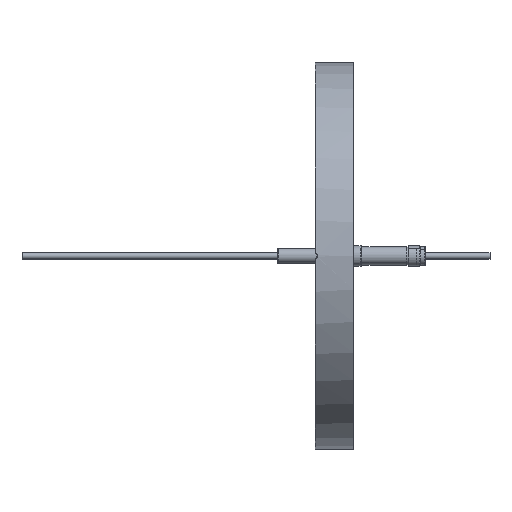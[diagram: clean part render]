
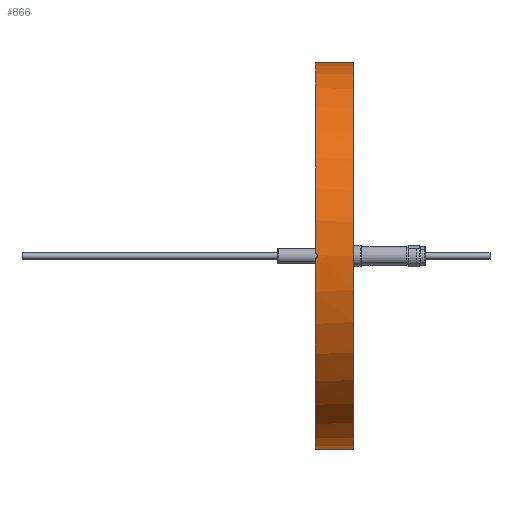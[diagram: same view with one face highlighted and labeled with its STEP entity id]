
A CAD part, left-side view. The second image highlights one B-rep face of the part: STEP entity #866.
In plain terms, the highlighted cylindrical face has radius 76 mm (diameter 152 mm), a partial arc.
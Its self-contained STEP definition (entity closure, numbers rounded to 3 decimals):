
#61 = VERTEX_POINT ( 'NONE', #2199 ) ;
#65 = CARTESIAN_POINT ( 'NONE',  ( -76., -0.974, -0.261 ) ) ;
#201 = CYLINDRICAL_SURFACE ( 'NONE', #808, 76. ) ;
#314 = CARTESIAN_POINT ( 'NONE',  ( -75.994, -0.262, 0.974 ) ) ;
#319 = VECTOR ( 'NONE', #3367, 1000. ) ;
#399 = CARTESIAN_POINT ( 'NONE',  ( -75.998, -0.801, -0.613 ) ) ;
#507 = ORIENTED_EDGE ( 'NONE', *, *, #2729, .T. ) ;
#536 = B_SPLINE_CURVE_WITH_KNOTS ( 'NONE', 3,
 ( #3729, #2163, #314, #2480, #643, #2795, #3495, #1622, #3810, #1928, #65, #2249, #399, #2561, #726, #2877 ),
 .UNSPECIFIED., .F., .F.,
 ( 4, 2, 2, 2, 2, 2, 2, 4 ),
 ( 0., 0., 0.001, 0.001, 0.002, 0.002, 0.002, 0.003 ),
 .UNSPECIFIED. ) ;
#582 = CARTESIAN_POINT ( 'NONE',  ( 0., -15., 76. ) ) ;
#607 = DIRECTION ( 'NONE',  ( 0., 1., 0. ) ) ;
#617 = VERTEX_POINT ( 'NONE', #2003 ) ;
#643 = CARTESIAN_POINT ( 'NONE',  ( -75.996, -0.615, 0.799 ) ) ;
#668 = CIRCLE ( 'NONE', #1284, 76. ) ;
#707 = LINE ( 'NONE', #582, #319 ) ;
#726 = CARTESIAN_POINT ( 'NONE',  ( -75.993, -0.264, -1. ) ) ;
#762 = FACE_OUTER_BOUND ( 'NONE', #1829, .T. ) ;
#808 = AXIS2_PLACEMENT_3D ( 'NONE', #1133, #2691, #3620 ) ;
#866 = ADVANCED_FACE ( 'NONE', ( #762 ), #201, .T. ) ;
#869 = VERTEX_POINT ( 'NONE', #2998 ) ;
#885 = CARTESIAN_POINT ( 'NONE',  ( 0., -15., 0. ) ) ;
#997 = EDGE_CURVE ( 'NONE', #3799, #61, #3967, .T. ) ;
#1042 = EDGE_CURVE ( 'NONE', #2812, #2664, #3974, .T. ) ;
#1111 = CARTESIAN_POINT ( 'NONE',  ( 0., -15., -76. ) ) ;
#1133 = CARTESIAN_POINT ( 'NONE',  ( 0., -15., 0. ) ) ;
#1162 = EDGE_CURVE ( 'NONE', #61, #617, #3029, .T. ) ;
#1194 = DIRECTION ( 'NONE',  ( 0., 0., 1. ) ) ;
#1215 = EDGE_CURVE ( 'NONE', #2812, #617, #536, .T. ) ;
#1284 = AXIS2_PLACEMENT_3D ( 'NONE', #885, #3048, #1194 ) ;
#1467 = DIRECTION ( 'NONE',  ( 0., 1., 0. ) ) ;
#1558 = AXIS2_PLACEMENT_3D ( 'NONE', #2439, #607, #2757 ) ;
#1622 = CARTESIAN_POINT ( 'NONE',  ( -76., -0.974, 0.263 ) ) ;
#1829 = EDGE_LOOP ( 'NONE', ( #2873, #507, #2309, #3249, #2838, #3889 ) ) ;
#1843 = CARTESIAN_POINT ( 'NONE',  ( -75.993, 0., 1. ) ) ;
#1928 = CARTESIAN_POINT ( 'NONE',  ( -76., -1., -0.13 ) ) ;
#2003 = CARTESIAN_POINT ( 'NONE',  ( -75.993, 0., -1. ) ) ;
#2163 = CARTESIAN_POINT ( 'NONE',  ( -75.993, -0.132, 1. ) ) ;
#2199 = CARTESIAN_POINT ( 'NONE',  ( 0., 0., -76. ) ) ;
#2249 = CARTESIAN_POINT ( 'NONE',  ( -75.998, -0.874, -0.503 ) ) ;
#2302 = DIRECTION ( 'NONE',  ( 0., 1., 0. ) ) ;
#2309 = ORIENTED_EDGE ( 'NONE', *, *, #2753, .T. ) ;
#2404 = CARTESIAN_POINT ( 'NONE',  ( 0., 0., 76. ) ) ;
#2439 = CARTESIAN_POINT ( 'NONE',  ( 0., 0., 0. ) ) ;
#2480 = CARTESIAN_POINT ( 'NONE',  ( -75.995, -0.504, 0.874 ) ) ;
#2561 = CARTESIAN_POINT ( 'NONE',  ( -75.995, -0.521, -0.893 ) ) ;
#2664 = VERTEX_POINT ( 'NONE', #2404 ) ;
#2691 = DIRECTION ( 'NONE',  ( 0., 1., 0. ) ) ;
#2729 = EDGE_CURVE ( 'NONE', #3799, #869, #668, .T. ) ;
#2753 = EDGE_CURVE ( 'NONE', #869, #2664, #707, .T. ) ;
#2757 = DIRECTION ( 'NONE',  ( 0., 0., 1. ) ) ;
#2795 = CARTESIAN_POINT ( 'NONE',  ( -75.998, -0.799, 0.615 ) ) ;
#2812 = VERTEX_POINT ( 'NONE', #1843 ) ;
#2838 = ORIENTED_EDGE ( 'NONE', *, *, #1215, .T. ) ;
#2866 = AXIS2_PLACEMENT_3D ( 'NONE', #3320, #1467, #3641 ) ;
#2873 = ORIENTED_EDGE ( 'NONE', *, *, #997, .F. ) ;
#2877 = CARTESIAN_POINT ( 'NONE',  ( -75.993, 0., -1. ) ) ;
#2998 = CARTESIAN_POINT ( 'NONE',  ( 0., -15., 76. ) ) ;
#3029 = CIRCLE ( 'NONE', #1558, 76. ) ;
#3048 = DIRECTION ( 'NONE',  ( 0., 1., 0. ) ) ;
#3171 = VECTOR ( 'NONE', #2302, 1000. ) ;
#3249 = ORIENTED_EDGE ( 'NONE', *, *, #1042, .F. ) ;
#3320 = CARTESIAN_POINT ( 'NONE',  ( 0., 0., 0. ) ) ;
#3367 = DIRECTION ( 'NONE',  ( 0., 1., 0. ) ) ;
#3495 = CARTESIAN_POINT ( 'NONE',  ( -75.998, -0.874, 0.503 ) ) ;
#3546 = CARTESIAN_POINT ( 'NONE',  ( 0., -15., -76. ) ) ;
#3620 = DIRECTION ( 'NONE',  ( 0., 0., 1. ) ) ;
#3641 = DIRECTION ( 'NONE',  ( 0., 0., 1. ) ) ;
#3729 = CARTESIAN_POINT ( 'NONE',  ( -75.993, 0., 1. ) ) ;
#3799 = VERTEX_POINT ( 'NONE', #1111 ) ;
#3810 = CARTESIAN_POINT ( 'NONE',  ( -76., -1., 0.131 ) ) ;
#3889 = ORIENTED_EDGE ( 'NONE', *, *, #1162, .F. ) ;
#3967 = LINE ( 'NONE', #3546, #3171 ) ;
#3974 = CIRCLE ( 'NONE', #2866, 76. ) ;
